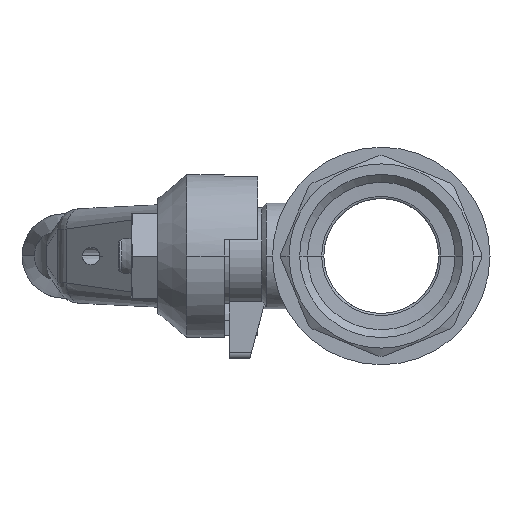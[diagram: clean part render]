
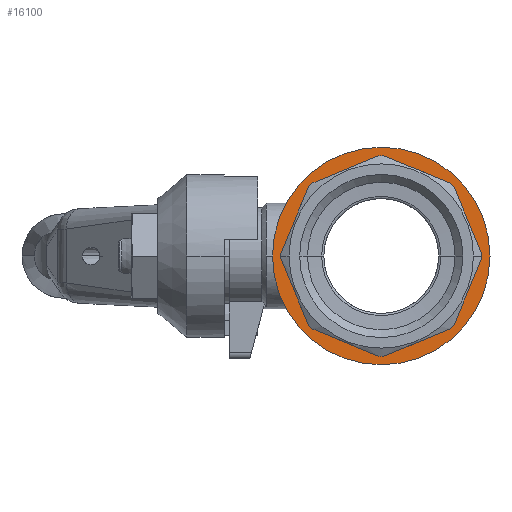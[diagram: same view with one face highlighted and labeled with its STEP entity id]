
A CAD part, left-side view. The second image highlights one B-rep face of the part: STEP entity #16100.
In plain terms, the highlighted face is planar.
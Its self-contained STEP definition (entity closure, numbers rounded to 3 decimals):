
#100=CARTESIAN_POINT('',(17.,18.,0.));
#110=VERTEX_POINT('',#100);
#160=CARTESIAN_POINT('',(17.,0.,0.));
#170=DIRECTION('',(1.,0.,0.));
#180=DIRECTION('',(0.,1.,0.));
#190=AXIS2_PLACEMENT_3D('',#160,#170,#180);
#200=CIRCLE('',#190,18.);
#210=CARTESIAN_POINT('',(17.,-18.,0.));
#220=VERTEX_POINT('',#210);
#230=EDGE_CURVE('',#110,#220,#200,.T.);
#1410=CARTESIAN_POINT('',(17.,0.,0.));
#1420=DIRECTION('',(1.,0.,0.));
#1430=DIRECTION('',(0.,-1.,0.));
#1440=AXIS2_PLACEMENT_3D('',#1410,#1420,#1430);
#1450=CIRCLE('',#1440,16.615);
#1460=CARTESIAN_POINT('',(17.,-0.403,-16.61));
#1470=VERTEX_POINT('',#1460);
#1480=CARTESIAN_POINT('',(17.,0.403,-16.61));
#1490=VERTEX_POINT('',#1480);
#1500=EDGE_CURVE('',#1470,#1490,#1450,.T.);
#14700=CARTESIAN_POINT('',(17.,-11.46,-12.03));
#14710=VERTEX_POINT('',#14700);
#14740=CARTESIAN_POINT('',(17.,-12.03,-11.46));
#14750=VERTEX_POINT('',#14740);
#14760=EDGE_CURVE('',#14750,#14710,#1450,.T.);
#15120=CARTESIAN_POINT('',(17.,0.,0.));
#15130=DIRECTION('',(1.,0.,0.));
#15140=DIRECTION('',(0.,1.,0.));
#15150=AXIS2_PLACEMENT_3D('',#15120,#15130,#15140);
#15160=PLANE('',#15150);
#15170=CARTESIAN_POINT('',(17.,0.403,16.61));
#15180=VERTEX_POINT('',#15170);
#15190=CARTESIAN_POINT('',(17.,-0.403,16.61));
#15200=VERTEX_POINT('',#15190);
#15210=EDGE_CURVE('',#15180,#15200,#1450,.T.);
#15220=ORIENTED_EDGE('',*,*,#15210,.F.);
#15230=CARTESIAN_POINT('',(17.,-11.158,12.155));
#15240=DIRECTION('',(0.,0.924,
0.383));
#15250=VECTOR('',#15240,1.);
#15260=LINE('',#15230,#15250);
#15270=CARTESIAN_POINT('',(17.,-11.46,12.03));
#15280=VERTEX_POINT('',#15270);
#15290=EDGE_CURVE('',#15280,#15200,#15260,.T.);
#15300=ORIENTED_EDGE('',*,*,#15290,.T.);
#15310=CARTESIAN_POINT('',(17.,-12.03,11.46));
#15320=VERTEX_POINT('',#15310);
#15330=EDGE_CURVE('',#15280,#15320,#1450,.T.);
#15340=ORIENTED_EDGE('',*,*,#15330,.F.);
#15350=CARTESIAN_POINT('',(17.,-12.155,11.158));
#15360=DIRECTION('',(0.,-0.383,
-0.924));
#15370=VECTOR('',#15360,1.);
#15380=LINE('',#15350,#15370);
#15390=CARTESIAN_POINT('',(17.,-16.61,0.403));
#15400=VERTEX_POINT('',#15390);
#15410=EDGE_CURVE('',#15320,#15400,#15380,.T.);
#15420=ORIENTED_EDGE('',*,*,#15410,.F.);
#15430=CARTESIAN_POINT('',(17.,-16.61,-0.403));
#15440=VERTEX_POINT('',#15430);
#15450=EDGE_CURVE('',#15400,#15440,#1450,.T.);
#15460=ORIENTED_EDGE('',*,*,#15450,.F.);
#15470=CARTESIAN_POINT('',(17.,-16.485,-0.705));
#15480=DIRECTION('',(0.,0.383,
-0.924));
#15490=VECTOR('',#15480,1.);
#15500=LINE('',#15470,#15490);
#15510=EDGE_CURVE('',#15440,#14750,#15500,.T.);
#15520=ORIENTED_EDGE('',*,*,#15510,.F.);
#15530=ORIENTED_EDGE('',*,*,#14760,.F.);
#15540=CARTESIAN_POINT('',(17.,-11.158,-12.155));
#15550=DIRECTION('',(0.,0.924,
-0.383));
#15560=VECTOR('',#15550,1.);
#15570=LINE('',#15540,#15560);
#15580=EDGE_CURVE('',#14710,#1470,#15570,.T.);
#15590=ORIENTED_EDGE('',*,*,#15580,.F.);
#15600=ORIENTED_EDGE('',*,*,#1500,.F.);
#15610=CARTESIAN_POINT('',(17.,0.705,-16.485));
#15620=DIRECTION('',(0.,0.924,
0.383));
#15630=VECTOR('',#15620,1.);
#15640=LINE('',#15610,#15630);
#15650=CARTESIAN_POINT('',(17.,11.46,-12.03));
#15660=VERTEX_POINT('',#15650);
#15670=EDGE_CURVE('',#1490,#15660,#15640,.T.);
#15680=ORIENTED_EDGE('',*,*,#15670,.F.);
#15690=CARTESIAN_POINT('',(17.,12.03,-11.46));
#15700=VERTEX_POINT('',#15690);
#15710=EDGE_CURVE('',#15660,#15700,#1450,.T.);
#15720=ORIENTED_EDGE('',*,*,#15710,.F.);
#15730=CARTESIAN_POINT('',(17.,12.155,-11.158));
#15740=DIRECTION('',(0.,0.383,
0.924));
#15750=VECTOR('',#15740,1.);
#15760=LINE('',#15730,#15750);
#15770=CARTESIAN_POINT('',(17.,16.61,-0.403));
#15780=VERTEX_POINT('',#15770);
#15790=EDGE_CURVE('',#15700,#15780,#15760,.T.);
#15800=ORIENTED_EDGE('',*,*,#15790,.F.);
#15810=CARTESIAN_POINT('',(17.,16.61,0.403));
#15820=VERTEX_POINT('',#15810);
#15830=EDGE_CURVE('',#15780,#15820,#1450,.T.);
#15840=ORIENTED_EDGE('',*,*,#15830,.F.);
#15850=CARTESIAN_POINT('',(17.,16.485,0.705));
#15860=DIRECTION('',(0.,-0.383,
0.924));
#15870=VECTOR('',#15860,1.);
#15880=LINE('',#15850,#15870);
#15890=CARTESIAN_POINT('',(17.,12.03,11.46));
#15900=VERTEX_POINT('',#15890);
#15910=EDGE_CURVE('',#15820,#15900,#15880,.T.);
#15920=ORIENTED_EDGE('',*,*,#15910,.F.);
#15930=CARTESIAN_POINT('',(17.,11.46,12.03));
#15940=VERTEX_POINT('',#15930);
#15950=EDGE_CURVE('',#15900,#15940,#1450,.T.);
#15960=ORIENTED_EDGE('',*,*,#15950,.F.);
#15970=CARTESIAN_POINT('',(17.,0.705,16.485));
#15980=DIRECTION('',(0.,0.924,
-0.383));
#15990=VECTOR('',#15980,1.);
#16000=LINE('',#15970,#15990);
#16010=EDGE_CURVE('',#15180,#15940,#16000,.T.);
#16020=ORIENTED_EDGE('',*,*,#16010,.T.);
#16030=EDGE_LOOP('',(#16020,#15960,#15920,#15840,#15800,#15720,#15680,
#15600,#15590,#15530,#15520,#15460,#15420,#15340,#15300,#15220));
#16040=FACE_BOUND('',#16030,.T.);
#16050=ORIENTED_EDGE('',*,*,#230,.T.);
#16060=EDGE_CURVE('',#220,#110,#200,.T.);
#16070=ORIENTED_EDGE('',*,*,#16060,.T.);
#16080=EDGE_LOOP('',(#16070,#16050));
#16090=FACE_OUTER_BOUND('',#16080,.T.);
#16100=ADVANCED_FACE('',(#16040,#16090),#15160,.T.);
